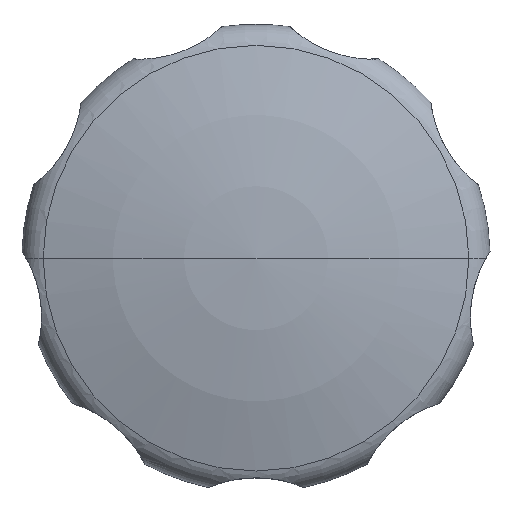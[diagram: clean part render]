
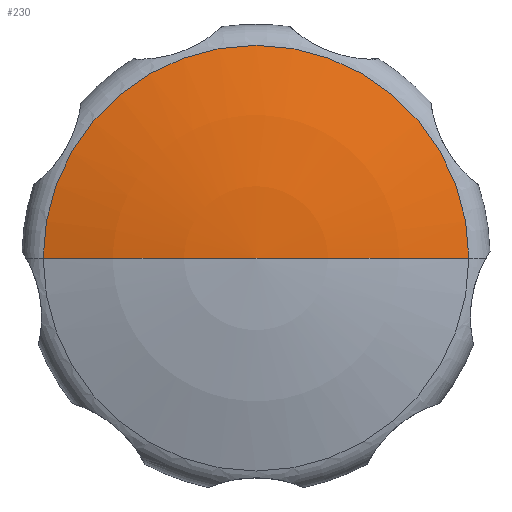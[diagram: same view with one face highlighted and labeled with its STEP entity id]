
A CAD part, top view. The second image highlights one B-rep face of the part: STEP entity #230.
In plain terms, the highlighted spherical face has radius 95.351 mm.
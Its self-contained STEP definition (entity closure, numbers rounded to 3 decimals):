
#230=ADVANCED_FACE('',(#632),#633,.T.);
#280=VERTEX_POINT('',#688);
#322=VERTEX_POINT('',#737);
#364=EDGE_CURVE('',#374,#280,#786,.T.);
#374=VERTEX_POINT('',#796);
#388=EDGE_CURVE('',#322,#374,#813,.T.);
#462=EDGE_CURVE('',#280,#322,#892,.T.);
#632=FACE_OUTER_BOUND('',#1064,.T.);
#633=SPHERICAL_SURFACE('',#1065,95.351);
#688=CARTESIAN_POINT('',(-28.182,0.,53.74));
#737=CARTESIAN_POINT('',(0.,0.,58.0));
#786=CIRCLE('',#1437,28.182);
#796=CARTESIAN_POINT('',(28.182,0.,53.74));
#813=CIRCLE('',#1470,95.351);
#892=CIRCLE('',#1722,95.351);
#1064=EDGE_LOOP('',(#2161,#2162,#2163));
#1065=AXIS2_PLACEMENT_3D('',#2164,#2165,#2166);
#1437=AXIS2_PLACEMENT_3D('',#2407,#2408,#2409);
#1470=AXIS2_PLACEMENT_3D('',#2444,#2445,#2446);
#1722=AXIS2_PLACEMENT_3D('',#2512,#2513,#2514);
#2161=ORIENTED_EDGE('',*,*,#462,.T.);
#2162=ORIENTED_EDGE('',*,*,#388,.T.);
#2163=ORIENTED_EDGE('',*,*,#364,.T.);
#2164=CARTESIAN_POINT('',(0.,0.,-37.351));
#2165=DIRECTION('',(0.,0.,1.0));
#2166=DIRECTION('',(-1.0,0.,0.0));
#2407=CARTESIAN_POINT('',(0.,0.,53.74));
#2408=DIRECTION('',(0.,0.,1.0));
#2409=DIRECTION('',(-1.0,0.,0.));
#2444=CARTESIAN_POINT('',(0.,0.,-37.351));
#2445=DIRECTION('',(0.,1.0,0.));
#2446=DIRECTION('',(0.0,0.,-1.0));
#2512=CARTESIAN_POINT('',(0.,0.,-37.351));
#2513=DIRECTION('',(0.,1.0,0.));
#2514=DIRECTION('',(0.0,0.,-1.0));
